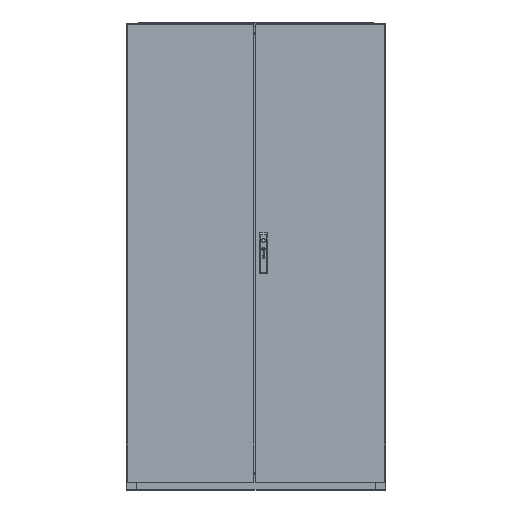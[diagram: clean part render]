
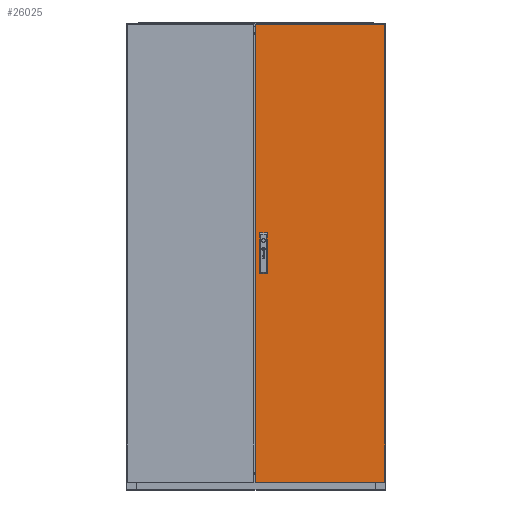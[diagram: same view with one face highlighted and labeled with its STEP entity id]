
A CAD part, top view. The second image highlights one B-rep face of the part: STEP entity #26025.
In plain terms, the highlighted planar face has unit normal (0, 0, 1).
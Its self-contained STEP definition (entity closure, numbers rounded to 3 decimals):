
#3182 = DIRECTION ( 'NONE',  ( 1., 0., 0. ) ) ;
#3678 = CARTESIAN_POINT ( 'NONE',  ( -250., -883.5, 0. ) ) ;
#3839 = EDGE_CURVE ( 'NONE', #106715, #63070, #30275, .T. ) ;
#4185 = DIRECTION ( 'NONE',  ( 0., 0., 1. ) ) ;
#6299 = CARTESIAN_POINT ( 'NONE',  ( 250., 883.5, 0. ) ) ;
#7634 = ORIENTED_EDGE ( 'NONE', *, *, #18894, .T. ) ;
#7702 = EDGE_CURVE ( 'NONE', #31691, #125089, #38585, .T. ) ;
#7908 = ORIENTED_EDGE ( 'NONE', *, *, #7702, .T. ) ;
#10709 = VERTEX_POINT ( 'NONE', #141917 ) ;
#16229 = VECTOR ( 'NONE', #68203, 1000. ) ;
#17234 = CARTESIAN_POINT ( 'NONE',  ( -233.2, 78.5, 0. ) ) ;
#18894 = EDGE_CURVE ( 'NONE', #125089, #106715, #40190, .T. ) ;
#22927 = VERTEX_POINT ( 'NONE', #112419 ) ;
#26025 = ADVANCED_FACE ( 'NONE', ( #96096, #65967 ), #139778, .T. ) ;
#28991 = LINE ( 'NONE', #32892, #112278 ) ;
#30275 = LINE ( 'NONE', #3678, #70995 ) ;
#31313 = DIRECTION ( 'NONE',  ( 0., -1., 0. ) ) ;
#31691 = VERTEX_POINT ( 'NONE', #6299 ) ;
#32892 = CARTESIAN_POINT ( 'NONE',  ( -233.2, -78.5, 0. ) ) ;
#34786 = DIRECTION ( 'NONE',  ( -1., 0., 0. ) ) ;
#36698 = VECTOR ( 'NONE', #31313, 1000. ) ;
#38585 = LINE ( 'NONE', #46189, #125435 ) ;
#39274 = CARTESIAN_POINT ( 'NONE',  ( -233.2, 0., 0. ) ) ;
#40190 = LINE ( 'NONE', #110591, #36698 ) ;
#46189 = CARTESIAN_POINT ( 'NONE',  ( -250., 883.5, 0. ) ) ;
#46416 = LINE ( 'NONE', #56841, #16229 ) ;
#48227 = CARTESIAN_POINT ( 'NONE',  ( 250., 883.5, 0. ) ) ;
#49236 = CARTESIAN_POINT ( 'NONE',  ( 0., 0., 0. ) ) ;
#50158 = CARTESIAN_POINT ( 'NONE',  ( -250., -883.5, 0. ) ) ;
#50732 = VERTEX_POINT ( 'NONE', #75016 ) ;
#55111 = CARTESIAN_POINT ( 'NONE',  ( -250., 883.5, 0. ) ) ;
#56841 = CARTESIAN_POINT ( 'NONE',  ( -202.8, 0., 0. ) ) ;
#63070 = VERTEX_POINT ( 'NONE', #95732 ) ;
#65781 = ORIENTED_EDGE ( 'NONE', *, *, #128762, .T. ) ;
#65967 = FACE_BOUND ( 'NONE', #68174, .T. ) ;
#68174 = EDGE_LOOP ( 'NONE', ( #100940, #65781, #115367, #119928 ) ) ;
#68203 = DIRECTION ( 'NONE',  ( 0., -1., 0. ) ) ;
#70995 = VECTOR ( 'NONE', #3182, 1000. ) ;
#71461 = VECTOR ( 'NONE', #119341, 1000. ) ;
#75016 = CARTESIAN_POINT ( 'NONE',  ( -233.2, -78.5, 0. ) ) ;
#80695 = VECTOR ( 'NONE', #118501, 1000. ) ;
#83306 = DIRECTION ( 'NONE',  ( 1., 0., 0. ) ) ;
#90136 = CARTESIAN_POINT ( 'NONE',  ( -233.2, 78.5, 0. ) ) ;
#95732 = CARTESIAN_POINT ( 'NONE',  ( 250., -883.5, 0. ) ) ;
#96096 = FACE_OUTER_BOUND ( 'NONE', #136190, .T. ) ;
#97994 = VERTEX_POINT ( 'NONE', #90136 ) ;
#99059 = EDGE_CURVE ( 'NONE', #50732, #10709, #28991, .T. ) ;
#100940 = ORIENTED_EDGE ( 'NONE', *, *, #128171, .F. ) ;
#101649 = LINE ( 'NONE', #17234, #71461 ) ;
#106558 = ORIENTED_EDGE ( 'NONE', *, *, #137970, .T. ) ;
#106715 = VERTEX_POINT ( 'NONE', #50158 ) ;
#110591 = CARTESIAN_POINT ( 'NONE',  ( -250., 883.5, 0. ) ) ;
#112278 = VECTOR ( 'NONE', #134845, 1000. ) ;
#112419 = CARTESIAN_POINT ( 'NONE',  ( -202.8, 78.5, 0. ) ) ;
#114445 = LINE ( 'NONE', #39274, #80695 ) ;
#114582 = AXIS2_PLACEMENT_3D ( 'NONE', #49236, #4185, #83306 ) ;
#115367 = ORIENTED_EDGE ( 'NONE', *, *, #146534, .T. ) ;
#118501 = DIRECTION ( 'NONE',  ( 0., -1., 0. ) ) ;
#119341 = DIRECTION ( 'NONE',  ( 1., 0., 0. ) ) ;
#119928 = ORIENTED_EDGE ( 'NONE', *, *, #99059, .F. ) ;
#125089 = VERTEX_POINT ( 'NONE', #55111 ) ;
#125435 = VECTOR ( 'NONE', #34786, 1000. ) ;
#127469 = DIRECTION ( 'NONE',  ( 0., 1., 0. ) ) ;
#128171 = EDGE_CURVE ( 'NONE', #97994, #50732, #114445, .T. ) ;
#128762 = EDGE_CURVE ( 'NONE', #97994, #22927, #101649, .T. ) ;
#133944 = VECTOR ( 'NONE', #127469, 1000. ) ;
#134845 = DIRECTION ( 'NONE',  ( 1., 0., 0. ) ) ;
#136190 = EDGE_LOOP ( 'NONE', ( #106558, #7908, #7634, #139177 ) ) ;
#137511 = LINE ( 'NONE', #48227, #133944 ) ;
#137970 = EDGE_CURVE ( 'NONE', #63070, #31691, #137511, .T. ) ;
#139177 = ORIENTED_EDGE ( 'NONE', *, *, #3839, .T. ) ;
#139778 = PLANE ( 'NONE',  #114582 ) ;
#141917 = CARTESIAN_POINT ( 'NONE',  ( -202.8, -78.5, 0. ) ) ;
#146534 = EDGE_CURVE ( 'NONE', #22927, #10709, #46416, .T. ) ;
